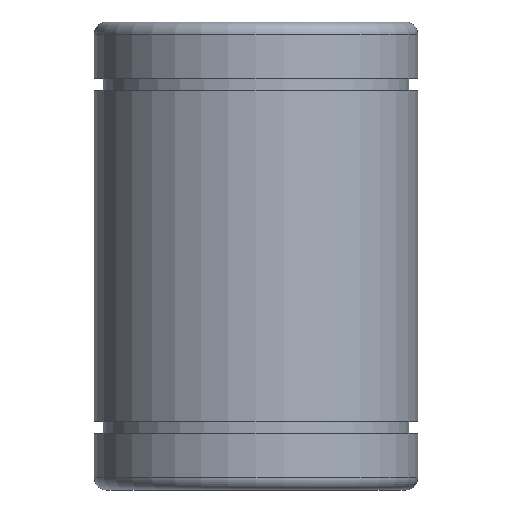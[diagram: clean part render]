
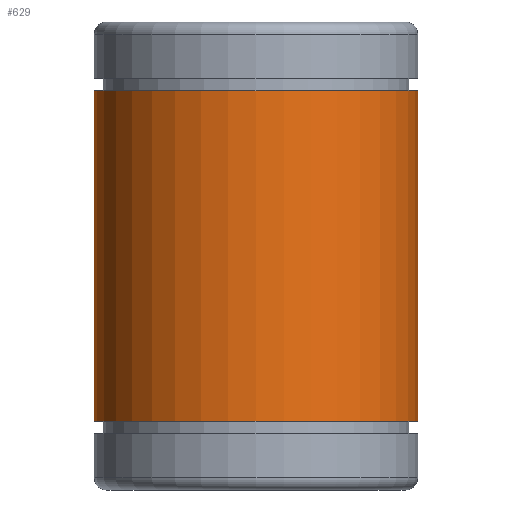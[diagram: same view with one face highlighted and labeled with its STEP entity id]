
A CAD part, front view. The second image highlights one B-rep face of the part: STEP entity #629.
In plain terms, the highlighted cylindrical face has radius 23.5 mm (diameter 47 mm), a partial arc.
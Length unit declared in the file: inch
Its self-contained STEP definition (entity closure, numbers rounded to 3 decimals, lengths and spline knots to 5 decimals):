
#15 = AXIS2_PLACEMENT_3D ( 'NONE', #571, #569, #565 ) ;
#19 = EDGE_CURVE ( 'NONE', #304, #455, #301, .T. ) ;
#27 = ORIENTED_EDGE ( 'NONE', *, *, #19, .T. ) ;
#41 = CARTESIAN_POINT ( 'NONE',  ( -0.9252, 0., -2.2834 ) ) ;
#42 = CARTESIAN_POINT ( 'NONE',  ( 0., 0., -2.6771 ) ) ;
#51 = CARTESIAN_POINT ( 'NONE',  ( -0.9252, 0., -0.3937 ) ) ;
#52 = EDGE_LOOP ( 'NONE', ( #68, #197, #27, #456 ) ) ;
#68 = ORIENTED_EDGE ( 'NONE', *, *, #481, .F. ) ;
#92 = DIRECTION ( 'NONE',  ( 0., 0., 1. ) ) ;
#133 = CARTESIAN_POINT ( 'NONE',  ( -0.9252, 0., -2.6771 ) ) ;
#157 = DIRECTION ( 'NONE',  ( 1., 0., 0. ) ) ;
#172 = CIRCLE ( 'NONE', #15, 0.9252 ) ;
#197 = ORIENTED_EDGE ( 'NONE', *, *, #209, .F. ) ;
#202 = CIRCLE ( 'NONE', #634, 0.9252 ) ;
#208 = CARTESIAN_POINT ( 'NONE',  ( 0.9252, 0., -2.6771 ) ) ;
#209 = EDGE_CURVE ( 'NONE', #304, #619, #202, .T. ) ;
#227 = DIRECTION ( 'NONE',  ( 0., 0., -1. ) ) ;
#247 = EDGE_CURVE ( 'NONE', #359, #455, #172, .T. ) ;
#286 = CARTESIAN_POINT ( 'NONE',  ( 0., 0., -2.2834 ) ) ;
#299 = VECTOR ( 'NONE', #474, 39.37008 ) ;
#301 = LINE ( 'NONE', #208, #299 ) ;
#304 = VERTEX_POINT ( 'NONE', #400 ) ;
#349 = AXIS2_PLACEMENT_3D ( 'NONE', #42, #92, #392 ) ;
#359 = VERTEX_POINT ( 'NONE', #51 ) ;
#392 = DIRECTION ( 'NONE',  ( 1., 0., 0. ) ) ;
#400 = CARTESIAN_POINT ( 'NONE',  ( 0.9252, 0., -2.2834 ) ) ;
#448 = FACE_OUTER_BOUND ( 'NONE', #52, .T. ) ;
#455 = VERTEX_POINT ( 'NONE', #542 ) ;
#456 = ORIENTED_EDGE ( 'NONE', *, *, #247, .F. ) ;
#459 = DIRECTION ( 'NONE',  ( 0., 0., 1. ) ) ;
#474 = DIRECTION ( 'NONE',  ( 0., 0., 1. ) ) ;
#481 = EDGE_CURVE ( 'NONE', #619, #359, #521, .T. ) ;
#486 = CYLINDRICAL_SURFACE ( 'NONE', #349, 0.9252 ) ;
#521 = LINE ( 'NONE', #133, #559 ) ;
#542 = CARTESIAN_POINT ( 'NONE',  ( 0.9252, 0., -0.3937 ) ) ;
#559 = VECTOR ( 'NONE', #459, 39.37008 ) ;
#565 = DIRECTION ( 'NONE',  ( -1., 0., 0. ) ) ;
#569 = DIRECTION ( 'NONE',  ( 0., 0., 1. ) ) ;
#571 = CARTESIAN_POINT ( 'NONE',  ( 0., 0., -0.3937 ) ) ;
#619 = VERTEX_POINT ( 'NONE', #41 ) ;
#629 = ADVANCED_FACE ( 'NONE', ( #448 ), #486, .T. ) ;
#634 = AXIS2_PLACEMENT_3D ( 'NONE', #286, #227, #157 ) ;
